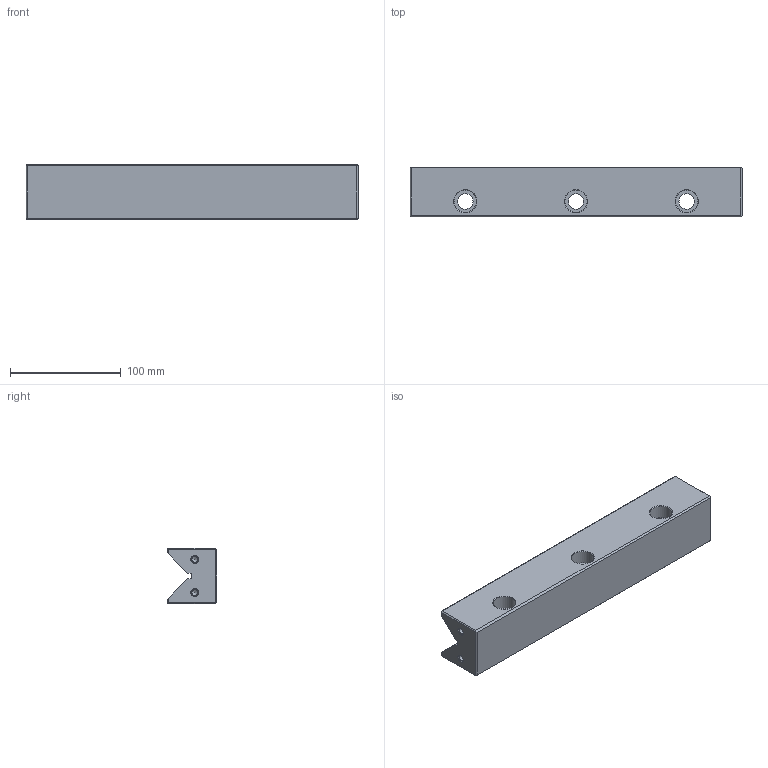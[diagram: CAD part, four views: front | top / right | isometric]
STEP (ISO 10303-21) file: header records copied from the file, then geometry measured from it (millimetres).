
FILE_DESCRIPTION(/* description */ (''),/* implementation_level */ '2;1');
FILE_NAME(/* name */ 'Rail M-8050x300.stp',/* time_stamp */ '2018-11-15T18:26:39+01:00',/* author */ (''),/* organization */ (''),/* preprocessor_version */ 'ST-DEVELOPER v16.7',/* originating_system */ 'SIEMENS PLM Software NX 12.0',/* authorisation */ '');
FILE_SCHEMA (('AUTOMOTIVE_DESIGN { 1 0 10303 214 3 1 1 1 }'));
Length unit declared in the file: millimetre
Products named in the file (1): 000484_A_1-M-8050_15 x 300
Bounding box: 300 x 45 x 50 mm (x, y, z)
Volume: 509110.1 mm3; surface area: 73227 mm2
Topology: 1 solids, 1 shells, 55 faces, 143 edges, 93 vertices
Faces by surface type: plane 29, cone 14, cylinder 12
Full cylindrical faces by diameter (mm): 5.188 x4, 14 x3, 20 x3
Entity records: 1508 total; most frequent: DIRECTION 254, CARTESIAN_POINT 250, ORIENTED_EDGE 216, EDGE_CURVE 108, AXIS2_PLACEMENT_3D 90, EDGE_LOOP 88, VERTEX_POINT 86, LINE 74
